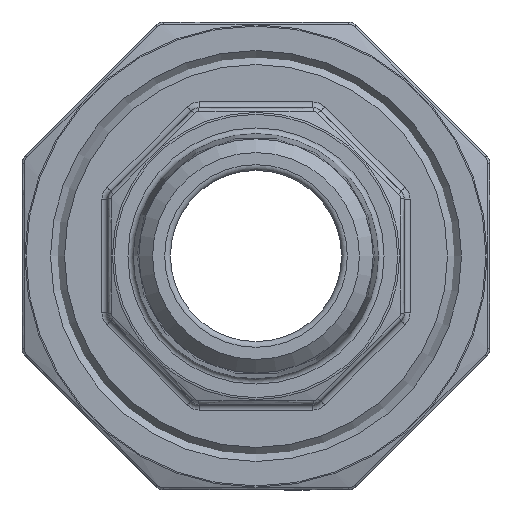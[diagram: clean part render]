
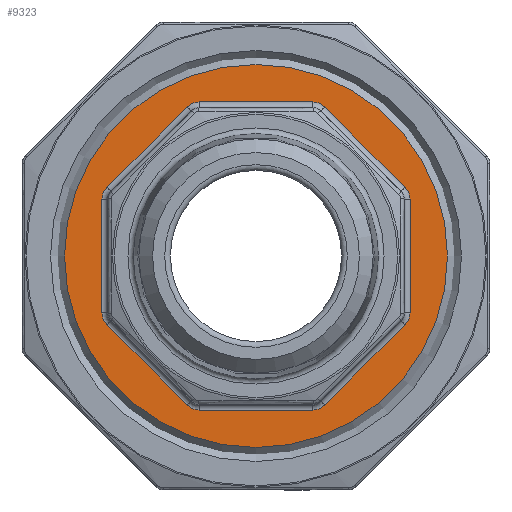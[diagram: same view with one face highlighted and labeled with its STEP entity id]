
A CAD part, left-side view. The second image highlights one B-rep face of the part: STEP entity #9323.
In plain terms, the highlighted planar face has unit normal (-1, 0, 0).
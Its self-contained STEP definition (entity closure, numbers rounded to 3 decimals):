
#24 = CARTESIAN_POINT ( 'NONE',  ( -9.5, 4.971, 13.5 ) ) ;
#168 = CARTESIAN_POINT ( 'NONE',  ( -9.5, -12., 4.971 ) ) ;
#176 = CARTESIAN_POINT ( 'NONE',  ( -9.5, 0., 0. ) ) ;
#183 = CARTESIAN_POINT ( 'NONE',  ( -9.5, 12., 4.971 ) ) ;
#267 = LINE ( 'NONE', #1914, #16470 ) ;
#321 = DIRECTION ( 'NONE',  ( 1., 0., 0. ) ) ;
#857 = VECTOR ( 'NONE', #3645, 1000. ) ;
#923 = DIRECTION ( 'NONE',  ( 0., -1., 0. ) ) ;
#1024 = DIRECTION ( 'NONE',  ( 1., 0., 0. ) ) ;
#1041 = CARTESIAN_POINT ( 'NONE',  ( -9.5, 13.5, 0. ) ) ;
#1065 = AXIS2_PLACEMENT_3D ( 'NONE', #10617, #4932, #12465 ) ;
#1159 = EDGE_LOOP ( 'NONE', ( #13890 ) ) ;
#1180 = CIRCLE ( 'NONE', #17827, 1.5 ) ;
#1485 = CARTESIAN_POINT ( 'NONE',  ( -9.5, 4.971, -13.5 ) ) ;
#1540 = DIRECTION ( 'NONE',  ( 0., 0.707, 0.707 ) ) ;
#1570 = VECTOR ( 'NONE', #12371, 1000. ) ;
#1690 = DIRECTION ( 'NONE',  ( 0., -1., 0. ) ) ;
#1815 = EDGE_CURVE ( 'NONE', #14959, #17112, #2972, .T. ) ;
#1825 = ORIENTED_EDGE ( 'NONE', *, *, #6040, .T. ) ;
#1914 = CARTESIAN_POINT ( 'NONE',  ( -9.5, -1.158, -17.933 ) ) ;
#2015 = DIRECTION ( 'NONE',  ( 0., 0.707, -0.707 ) ) ;
#2055 = CARTESIAN_POINT ( 'NONE',  ( -9.5, -13.5, 0. ) ) ;
#2157 = EDGE_CURVE ( 'NONE', #3593, #14557, #18428, .T. ) ;
#2281 = EDGE_CURVE ( 'NONE', #18588, #19080, #1180, .T. ) ;
#2382 = CARTESIAN_POINT ( 'NONE',  ( -9.5, -4.971, -12. ) ) ;
#2612 = CARTESIAN_POINT ( 'NONE',  ( -9.5, -1.158, 17.933 ) ) ;
#2677 = EDGE_CURVE ( 'NONE', #17112, #17386, #9352, .T. ) ;
#2830 = DIRECTION ( 'NONE',  ( 1., 0., 0. ) ) ;
#2915 = CARTESIAN_POINT ( 'NONE',  ( -9.5, 13.061, -6.031 ) ) ;
#2972 = LINE ( 'NONE', #14737, #17235 ) ;
#3082 = VECTOR ( 'NONE', #9231, 1000. ) ;
#3439 = LINE ( 'NONE', #9299, #17413 ) ;
#3456 = EDGE_LOOP ( 'NONE', ( #10613, #12212, #9293, #1825, #13404, #4608, #6097, #7728, #11625, #9146, #11163, #11442, #17434, #11402, #13607, #11083 ) ) ;
#3459 = EDGE_CURVE ( 'NONE', #14557, #5303, #15251, .T. ) ;
#3593 = VERTEX_POINT ( 'NONE', #18216 ) ;
#3616 = VERTEX_POINT ( 'NONE', #18319 ) ;
#3645 = DIRECTION ( 'NONE',  ( 0., 0., 1. ) ) ;
#3676 = VERTEX_POINT ( 'NONE', #4042 ) ;
#3751 = AXIS2_PLACEMENT_3D ( 'NONE', #13366, #321, #1690 ) ;
#3850 = EDGE_CURVE ( 'NONE', #3616, #13737, #267, .T. ) ;
#4042 = CARTESIAN_POINT ( 'NONE',  ( -9.5, 13.061, 6.031 ) ) ;
#4048 = CARTESIAN_POINT ( 'NONE',  ( -9.5, 6.031, -13.061 ) ) ;
#4134 = CARTESIAN_POINT ( 'NONE',  ( -9.5, 13.5, -4.971 ) ) ;
#4506 = AXIS2_PLACEMENT_3D ( 'NONE', #2382, #8516, #14421 ) ;
#4582 = AXIS2_PLACEMENT_3D ( 'NONE', #168, #1024, #10846 ) ;
#4608 = ORIENTED_EDGE ( 'NONE', *, *, #2281, .T. ) ;
#4833 = CARTESIAN_POINT ( 'NONE',  ( -9.5, -4.971, 13.5 ) ) ;
#4932 = DIRECTION ( 'NONE',  ( 1., 0., 0. ) ) ;
#5043 = CARTESIAN_POINT ( 'NONE',  ( -9.5, -13.5, 4.971 ) ) ;
#5303 = VERTEX_POINT ( 'NONE', #9280 ) ;
#5554 = AXIS2_PLACEMENT_3D ( 'NONE', #183, #6364, #16378 ) ;
#5655 = DIRECTION ( 'NONE',  ( 1., 0., 0. ) ) ;
#5830 = VERTEX_POINT ( 'NONE', #17459 ) ;
#5943 = PLANE ( 'NONE',  #7816 ) ;
#6040 = EDGE_CURVE ( 'NONE', #18704, #14452, #9334, .T. ) ;
#6097 = ORIENTED_EDGE ( 'NONE', *, *, #17932, .T. ) ;
#6364 = DIRECTION ( 'NONE',  ( 1., 0., 0. ) ) ;
#6431 = DIRECTION ( 'NONE',  ( -1., 0., 0. ) ) ;
#6499 = CARTESIAN_POINT ( 'NONE',  ( -9.5, 16.775, -13.5 ) ) ;
#6772 = LINE ( 'NONE', #6499, #1570 ) ;
#7220 = AXIS2_PLACEMENT_3D ( 'NONE', #176, #11933, #15981 ) ;
#7350 = CARTESIAN_POINT ( 'NONE',  ( -9.5, 13.5, 4.971 ) ) ;
#7426 = DIRECTION ( 'NONE',  ( 1., 0., 0. ) ) ;
#7461 = EDGE_CURVE ( 'NONE', #13737, #5830, #18034, .T. ) ;
#7478 = FACE_BOUND ( 'NONE', #3456, .T. ) ;
#7728 = ORIENTED_EDGE ( 'NONE', *, *, #2157, .T. ) ;
#7816 = AXIS2_PLACEMENT_3D ( 'NONE', #12688, #6431, #923 ) ;
#7820 = LINE ( 'NONE', #13527, #3082 ) ;
#7942 = DIRECTION ( 'NONE',  ( 0., 0., -1. ) ) ;
#8474 = DIRECTION ( 'NONE',  ( 0., -0.707, -0.707 ) ) ;
#8516 = DIRECTION ( 'NONE',  ( 1., 0., 0. ) ) ;
#8524 = DIRECTION ( 'NONE',  ( 0., -1., 0. ) ) ;
#8749 = VECTOR ( 'NONE', #7942, 1000. ) ;
#8950 = DIRECTION ( 'NONE',  ( 0., -1., 0. ) ) ;
#8970 = CARTESIAN_POINT ( 'NONE',  ( -9.5, -6.031, -13.061 ) ) ;
#9095 = EDGE_CURVE ( 'NONE', #17386, #19020, #13971, .T. ) ;
#9146 = ORIENTED_EDGE ( 'NONE', *, *, #14755, .T. ) ;
#9231 = DIRECTION ( 'NONE',  ( 0., -1., 0. ) ) ;
#9280 = CARTESIAN_POINT ( 'NONE',  ( -9.5, -13.5, -4.971 ) ) ;
#9293 = ORIENTED_EDGE ( 'NONE', *, *, #17609, .T. ) ;
#9299 = CARTESIAN_POINT ( 'NONE',  ( -9.5, 17.933, 1.158 ) ) ;
#9323 = ADVANCED_FACE ( 'NONE', ( #7478, #10653 ), #5943, .T. ) ;
#9334 = CIRCLE ( 'NONE', #11816, 1.5 ) ;
#9345 = CARTESIAN_POINT ( 'NONE',  ( -9.5, -12., -4.971 ) ) ;
#9352 = CIRCLE ( 'NONE', #1065, 1.5 ) ;
#9624 = CIRCLE ( 'NONE', #18557, 1.5 ) ;
#10144 = EDGE_CURVE ( 'NONE', #5830, #10750, #6772, .T. ) ;
#10613 = ORIENTED_EDGE ( 'NONE', *, *, #9095, .T. ) ;
#10617 = CARTESIAN_POINT ( 'NONE',  ( -9.5, 12., -4.971 ) ) ;
#10640 = EDGE_CURVE ( 'NONE', #10750, #14959, #16052, .T. ) ;
#10653 = FACE_OUTER_BOUND ( 'NONE', #1159, .T. ) ;
#10750 = VERTEX_POINT ( 'NONE', #1485 ) ;
#10846 = DIRECTION ( 'NONE',  ( 0., -1., 0. ) ) ;
#11034 = EDGE_CURVE ( 'NONE', #19020, #3676, #13889, .T. ) ;
#11083 = ORIENTED_EDGE ( 'NONE', *, *, #2677, .T. ) ;
#11163 = ORIENTED_EDGE ( 'NONE', *, *, #3850, .T. ) ;
#11287 = LINE ( 'NONE', #2612, #13111 ) ;
#11402 = ORIENTED_EDGE ( 'NONE', *, *, #10640, .T. ) ;
#11442 = ORIENTED_EDGE ( 'NONE', *, *, #7461, .T. ) ;
#11623 = CARTESIAN_POINT ( 'NONE',  ( -9.5, -4.971, 12. ) ) ;
#11625 = ORIENTED_EDGE ( 'NONE', *, *, #3459, .T. ) ;
#11816 = AXIS2_PLACEMENT_3D ( 'NONE', #16256, #5655, #8524 ) ;
#11933 = DIRECTION ( 'NONE',  ( 1., 0., 0. ) ) ;
#12212 = ORIENTED_EDGE ( 'NONE', *, *, #11034, .T. ) ;
#12371 = DIRECTION ( 'NONE',  ( 0., 1., 0. ) ) ;
#12465 = DIRECTION ( 'NONE',  ( 0., -1., 0. ) ) ;
#12688 = CARTESIAN_POINT ( 'NONE',  ( -9.5, 16.775, 0. ) ) ;
#13111 = VECTOR ( 'NONE', #8474, 1000. ) ;
#13366 = CARTESIAN_POINT ( 'NONE',  ( -9.5, 4.971, -12. ) ) ;
#13404 = ORIENTED_EDGE ( 'NONE', *, *, #18632, .T. ) ;
#13527 = CARTESIAN_POINT ( 'NONE',  ( -9.5, 16.775, 13.5 ) ) ;
#13607 = ORIENTED_EDGE ( 'NONE', *, *, #1815, .T. ) ;
#13737 = VERTEX_POINT ( 'NONE', #8970 ) ;
#13889 = CIRCLE ( 'NONE', #5554, 1.5 ) ;
#13890 = ORIENTED_EDGE ( 'NONE', *, *, #17403, .F. ) ;
#13971 = LINE ( 'NONE', #1041, #857 ) ;
#14022 = CIRCLE ( 'NONE', #7220, 16.775 ) ;
#14421 = DIRECTION ( 'NONE',  ( 0., -1., 0. ) ) ;
#14452 = VERTEX_POINT ( 'NONE', #24 ) ;
#14557 = VERTEX_POINT ( 'NONE', #5043 ) ;
#14611 = DIRECTION ( 'NONE',  ( 0., -1., 0. ) ) ;
#14737 = CARTESIAN_POINT ( 'NONE',  ( -9.5, 17.933, -1.158 ) ) ;
#14755 = EDGE_CURVE ( 'NONE', #5303, #3616, #9624, .T. ) ;
#14959 = VERTEX_POINT ( 'NONE', #4048 ) ;
#15251 = LINE ( 'NONE', #2055, #8749 ) ;
#15981 = DIRECTION ( 'NONE',  ( 0., 1., 0. ) ) ;
#16052 = CIRCLE ( 'NONE', #3751, 1.5 ) ;
#16256 = CARTESIAN_POINT ( 'NONE',  ( -9.5, 4.971, 12. ) ) ;
#16378 = DIRECTION ( 'NONE',  ( 0., -1., 0. ) ) ;
#16470 = VECTOR ( 'NONE', #2015, 1000. ) ;
#17112 = VERTEX_POINT ( 'NONE', #2915 ) ;
#17193 = CARTESIAN_POINT ( 'NONE',  ( -9.5, 16.775, 0. ) ) ;
#17221 = DIRECTION ( 'NONE',  ( 0., -0.707, 0.707 ) ) ;
#17235 = VECTOR ( 'NONE', #1540, 1000. ) ;
#17386 = VERTEX_POINT ( 'NONE', #4134 ) ;
#17403 = EDGE_CURVE ( 'NONE', #18438, #18438, #14022, .T. ) ;
#17413 = VECTOR ( 'NONE', #17221, 1000. ) ;
#17434 = ORIENTED_EDGE ( 'NONE', *, *, #10144, .T. ) ;
#17459 = CARTESIAN_POINT ( 'NONE',  ( -9.5, -4.971, -13.5 ) ) ;
#17609 = EDGE_CURVE ( 'NONE', #3676, #18704, #3439, .T. ) ;
#17775 = CARTESIAN_POINT ( 'NONE',  ( -9.5, -6.031, 13.061 ) ) ;
#17827 = AXIS2_PLACEMENT_3D ( 'NONE', #11623, #2830, #14611 ) ;
#17932 = EDGE_CURVE ( 'NONE', #19080, #3593, #11287, .T. ) ;
#18034 = CIRCLE ( 'NONE', #4506, 1.5 ) ;
#18216 = CARTESIAN_POINT ( 'NONE',  ( -9.5, -13.061, 6.031 ) ) ;
#18319 = CARTESIAN_POINT ( 'NONE',  ( -9.5, -13.061, -6.031 ) ) ;
#18410 = CARTESIAN_POINT ( 'NONE',  ( -9.5, 6.031, 13.061 ) ) ;
#18428 = CIRCLE ( 'NONE', #4582, 1.5 ) ;
#18438 = VERTEX_POINT ( 'NONE', #17193 ) ;
#18557 = AXIS2_PLACEMENT_3D ( 'NONE', #9345, #7426, #8950 ) ;
#18588 = VERTEX_POINT ( 'NONE', #4833 ) ;
#18632 = EDGE_CURVE ( 'NONE', #14452, #18588, #7820, .T. ) ;
#18704 = VERTEX_POINT ( 'NONE', #18410 ) ;
#19020 = VERTEX_POINT ( 'NONE', #7350 ) ;
#19080 = VERTEX_POINT ( 'NONE', #17775 ) ;
